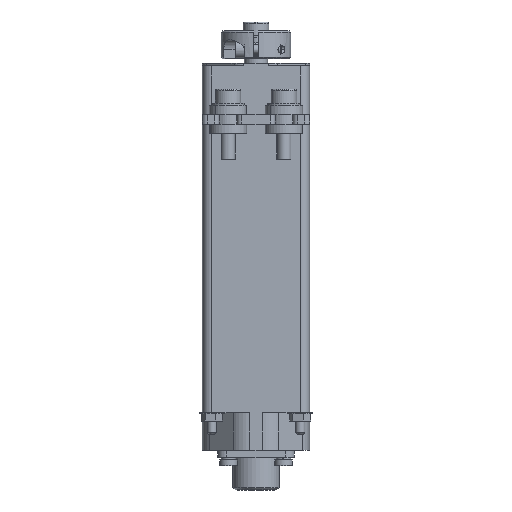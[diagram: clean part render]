
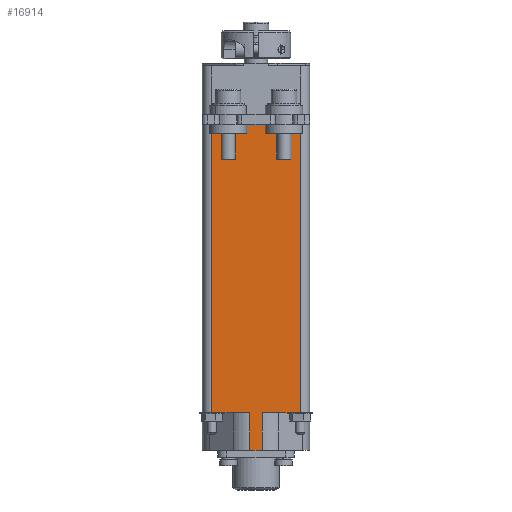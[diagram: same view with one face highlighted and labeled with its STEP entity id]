
A CAD part, front view. The second image highlights one B-rep face of the part: STEP entity #16914.
In plain terms, the highlighted planar face has unit normal (0, -1, 0).
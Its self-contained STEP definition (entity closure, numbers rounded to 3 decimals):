
#832 = ORIENTED_EDGE ( 'NONE', *, *, #17872, .F. ) ;
#928 = ORIENTED_EDGE ( 'NONE', *, *, #4188, .F. ) ;
#1106 = LINE ( 'NONE', #20111, #30215 ) ;
#3290 = EDGE_LOOP ( 'NONE', ( #13056, #27243, #928, #35182, #33780, #12333, #21638, #832, #33048, #25109 ) ) ;
#3501 = VECTOR ( 'NONE', #28693, 1000. ) ;
#3702 = EDGE_CURVE ( 'NONE', #30197, #30029, #7069, .T. ) ;
#3956 = DIRECTION ( 'NONE',  ( 0., 0., -1. ) ) ;
#4188 = EDGE_CURVE ( 'NONE', #5401, #7612, #11089, .T. ) ;
#4400 = VERTEX_POINT ( 'NONE', #11760 ) ;
#4687 = CARTESIAN_POINT ( 'NONE',  ( -9.5, -12., 12.3 ) ) ;
#4827 = CARTESIAN_POINT ( 'NONE',  ( 9.5, -12., 25.3 ) ) ;
#5401 = VERTEX_POINT ( 'NONE', #16880 ) ;
#5629 = VERTEX_POINT ( 'NONE', #11931 ) ;
#7038 = CARTESIAN_POINT ( 'NONE',  ( -1.333, -12., 4.606 ) ) ;
#7069 = LINE ( 'NONE', #33170, #11581 ) ;
#7399 = DIRECTION ( 'NONE',  ( -1., 0., 0. ) ) ;
#7442 = VECTOR ( 'NONE', #22432, 1000. ) ;
#7612 = VERTEX_POINT ( 'NONE', #30536 ) ;
#8114 = CARTESIAN_POINT ( 'NONE',  ( 1.333, -12., 4.606 ) ) ;
#9918 = DIRECTION ( 'NONE',  ( -1., 0., 0. ) ) ;
#10190 = CARTESIAN_POINT ( 'NONE',  ( -11.5, -12., -49.6 ) ) ;
#10760 = EDGE_CURVE ( 'NONE', #34612, #4400, #34687, .T. ) ;
#11089 = LINE ( 'NONE', #13704, #7442 ) ;
#11485 = VERTEX_POINT ( 'NONE', #4687 ) ;
#11581 = VECTOR ( 'NONE', #9918, 1000. ) ;
#11600 = EDGE_CURVE ( 'NONE', #15789, #30197, #15435, .T. ) ;
#11760 = CARTESIAN_POINT ( 'NONE',  ( 9.5, -12., 12.3 ) ) ;
#11931 = CARTESIAN_POINT ( 'NONE',  ( 7.761, -12., -49.6 ) ) ;
#12100 = DIRECTION ( 'NONE',  ( 0., 0., -1. ) ) ;
#12333 = ORIENTED_EDGE ( 'NONE', *, *, #11600, .F. ) ;
#13056 = ORIENTED_EDGE ( 'NONE', *, *, #29303, .T. ) ;
#13223 = VECTOR ( 'NONE', #17517, 1000. ) ;
#13704 = CARTESIAN_POINT ( 'NONE',  ( -11.5, -12., -49.6 ) ) ;
#14750 = CARTESIAN_POINT ( 'NONE',  ( -9.5, -12., 25.3 ) ) ;
#15435 = LINE ( 'NONE', #8114, #24057 ) ;
#15605 = EDGE_CURVE ( 'NONE', #5629, #15789, #1106, .T. ) ;
#15789 = VERTEX_POINT ( 'NONE', #29643 ) ;
#16880 = CARTESIAN_POINT ( 'NONE',  ( -1.333, -12., -49.6 ) ) ;
#16914 = ADVANCED_FACE ( 'NONE', ( #31179 ), #18113, .F. ) ;
#17517 = DIRECTION ( 'NONE',  ( -1., 0., 0. ) ) ;
#17872 = EDGE_CURVE ( 'NONE', #34612, #5629, #19674, .T. ) ;
#18113 = PLANE ( 'NONE',  #34497 ) ;
#19674 = LINE ( 'NONE', #10190, #26026 ) ;
#20111 = CARTESIAN_POINT ( 'NONE',  ( -11.5, -12., -49.6 ) ) ;
#20246 = CARTESIAN_POINT ( 'NONE',  ( 1.333, -12., -57.7 ) ) ;
#20893 = LINE ( 'NONE', #23472, #13223 ) ;
#21638 = ORIENTED_EDGE ( 'NONE', *, *, #15605, .F. ) ;
#22432 = DIRECTION ( 'NONE',  ( -1., 0., 0. ) ) ;
#23472 = CARTESIAN_POINT ( 'NONE',  ( -11.5, -12., -49.6 ) ) ;
#23810 = CARTESIAN_POINT ( 'NONE',  ( 9.5, -12., -49.6 ) ) ;
#23933 = DIRECTION ( 'NONE',  ( 0., 1., 0. ) ) ;
#24057 = VECTOR ( 'NONE', #28442, 1000. ) ;
#24539 = EDGE_CURVE ( 'NONE', #4400, #11485, #32155, .T. ) ;
#24858 = LINE ( 'NONE', #7038, #30323 ) ;
#25109 = ORIENTED_EDGE ( 'NONE', *, *, #24539, .T. ) ;
#26026 = VECTOR ( 'NONE', #7399, 1000. ) ;
#26311 = LINE ( 'NONE', #14750, #28585 ) ;
#26382 = CARTESIAN_POINT ( 'NONE',  ( -11.5, -12., 25.3 ) ) ;
#27243 = ORIENTED_EDGE ( 'NONE', *, *, #34044, .F. ) ;
#27604 = CARTESIAN_POINT ( 'NONE',  ( -9.5, -12., -49.6 ) ) ;
#28442 = DIRECTION ( 'NONE',  ( 0., 0., -1. ) ) ;
#28585 = VECTOR ( 'NONE', #12100, 1000. ) ;
#28693 = DIRECTION ( 'NONE',  ( -1., 0., 0. ) ) ;
#28828 = DIRECTION ( 'NONE',  ( 0., 0., 1. ) ) ;
#29303 = EDGE_CURVE ( 'NONE', #11485, #31204, #26311, .T. ) ;
#29643 = CARTESIAN_POINT ( 'NONE',  ( 1.333, -12., -49.6 ) ) ;
#30029 = VERTEX_POINT ( 'NONE', #34046 ) ;
#30064 = VECTOR ( 'NONE', #28828, 1000. ) ;
#30197 = VERTEX_POINT ( 'NONE', #20246 ) ;
#30215 = VECTOR ( 'NONE', #32187, 1000. ) ;
#30323 = VECTOR ( 'NONE', #3956, 1000. ) ;
#30536 = CARTESIAN_POINT ( 'NONE',  ( -7.761, -12., -49.6 ) ) ;
#31179 = FACE_OUTER_BOUND ( 'NONE', #3290, .T. ) ;
#31204 = VERTEX_POINT ( 'NONE', #27604 ) ;
#31231 = CARTESIAN_POINT ( 'NONE',  ( -11.5, -12., 12.3 ) ) ;
#32155 = LINE ( 'NONE', #31231, #3501 ) ;
#32187 = DIRECTION ( 'NONE',  ( -1., 0., 0. ) ) ;
#33048 = ORIENTED_EDGE ( 'NONE', *, *, #10760, .T. ) ;
#33170 = CARTESIAN_POINT ( 'NONE',  ( -3.404, -12., -57.7 ) ) ;
#33780 = ORIENTED_EDGE ( 'NONE', *, *, #3702, .F. ) ;
#34044 = EDGE_CURVE ( 'NONE', #7612, #31204, #20893, .T. ) ;
#34046 = CARTESIAN_POINT ( 'NONE',  ( -1.333, -12., -57.7 ) ) ;
#34497 = AXIS2_PLACEMENT_3D ( 'NONE', #26382, #23933, #35092 ) ;
#34612 = VERTEX_POINT ( 'NONE', #23810 ) ;
#34687 = LINE ( 'NONE', #4827, #30064 ) ;
#35092 = DIRECTION ( 'NONE',  ( 0., 0., 1. ) ) ;
#35182 = ORIENTED_EDGE ( 'NONE', *, *, #37660, .T. ) ;
#37660 = EDGE_CURVE ( 'NONE', #5401, #30029, #24858, .T. ) ;
